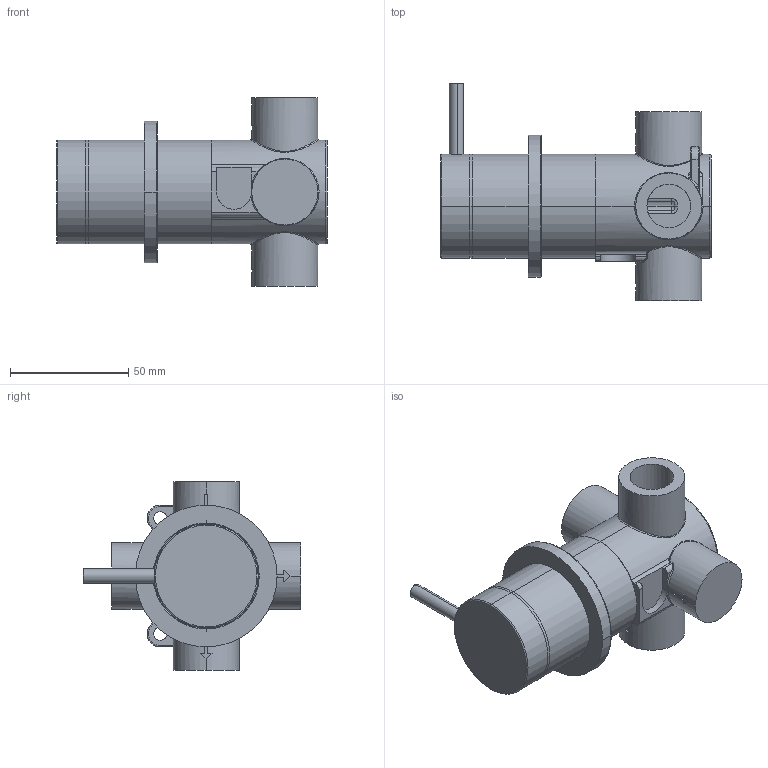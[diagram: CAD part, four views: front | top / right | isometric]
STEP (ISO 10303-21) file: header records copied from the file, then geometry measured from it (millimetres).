
FILE_DESCRIPTION((''),'2;1');
FILE_NAME('0012_ASM','2020-06-13T14:02:55',('Administrator'),(''),'CREO PARAMETRIC BY PTC INC, 2017110','CREO PARAMETRIC BY PTC INC, 2017110','');
FILE_SCHEMA(('CONFIG_CONTROL_DESIGN'));
Length unit declared in the file: millimetre
Products named in the file (10): 001; WGQX4820; ZS0090501; 0014; 350001; WGQT002; 10000; 0012_ASM
Assembly tree (9 placements, depth 2):
  0012_ASM
    001
    WGQX4820
    ZS0090501
    0014
    350001
    WGQT002
    001
    001
    10000
Bounding box: 114.6 x 92 x 80 mm (x, y, z)
Volume: 190877.5 mm3; surface area: 59396.7 mm2
Topology: 9 solids, 15 shells, 571 faces, 1381 edges, 862 vertices
Faces by surface type: plane 278, cylinder 168, cone 46, torus 43, bspline 36
Entity records: 20588 total; most frequent: CARTESIAN_POINT 7293, ORIENTED_EDGE 2746, DIRECTION 2725, EDGE_CURVE 1379, AXIS2_PLACEMENT_3D 1086, VERTEX_POINT 862, EDGE_LOOP 619, FACE_OUTER_BOUND 571
